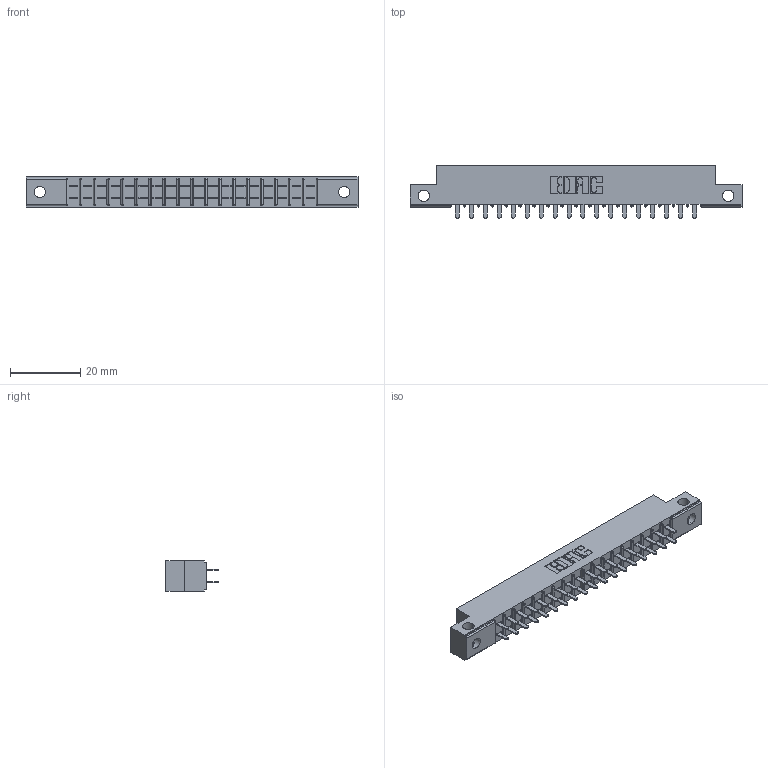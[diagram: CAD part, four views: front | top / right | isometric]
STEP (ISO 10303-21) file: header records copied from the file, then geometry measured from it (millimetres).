
FILE_DESCRIPTION (( 'STEP AP203' ), '1' );
FILE_NAME ('355-036-521-212.STEP', '2020-09-20T06:29:52', ( '' ), ( '' ), 'SwSTEP 2.0', 'SolidWorks 2020', '' );
FILE_SCHEMA (( 'CONFIG_CONTROL_DESIGN' ));
Length unit declared in the file: inch
Products named in the file (3): 305 Part_.128 Dia; 305-290-001_521; 355-036-521-212
Assembly tree (37 placements, depth 2):
  355-036-521-212
    305 Part_.128 Dia
    305-290-001_521  x36
Bounding box: 94.34 x 14.86 x 8.71 mm (x, y, z)
Volume: 5749.6 mm3; surface area: 10476.6 mm2
Topology: 37 solids, 37 shells, 1784 faces, 5086 edges, 3288 vertices
Faces by surface type: plane 1040, cylinder 672, sphere 72
Entity records: 22697 total; most frequent: CARTESIAN_POINT 3804, ORIENTED_EDGE 3728, DIRECTION 3638, EDGE_CURVE 1864, VECTOR 1466, LINE 1466, VERTEX_POINT 1188, AXIS2_PLACEMENT_3D 1086
